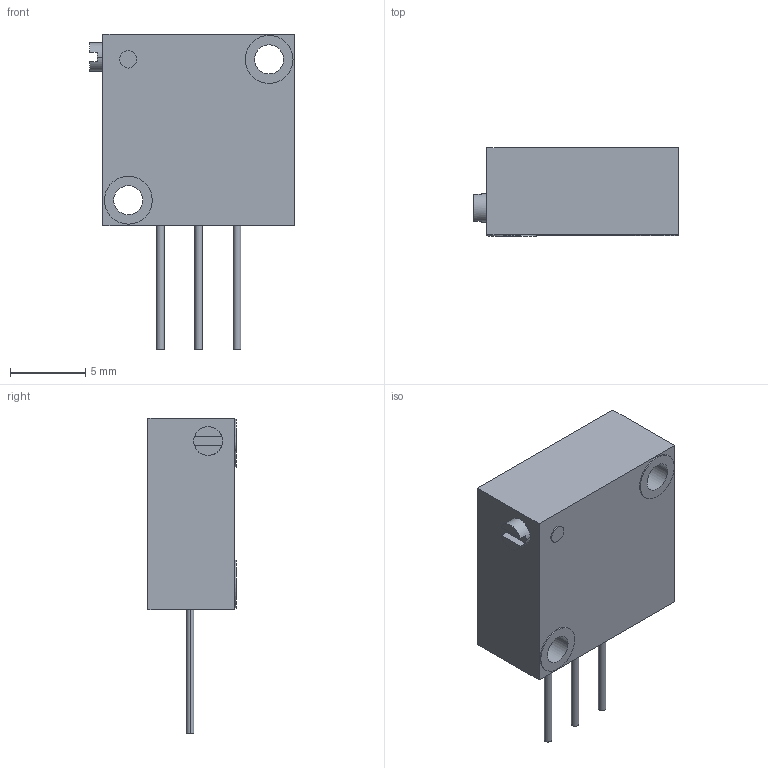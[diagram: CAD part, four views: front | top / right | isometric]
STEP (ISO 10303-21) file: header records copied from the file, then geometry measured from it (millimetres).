
FILE_DESCRIPTION((''),'2;1');
FILE_NAME('3252X','2012-10-29T',('stevec'),('Bourns, Inc.'),'PRO/ENGINEER BY PARAMETRIC TECHNOLOGY CORPORATION, 2012230','PRO/ENGINEER BY PARAMETRIC TECHNOLOGY CORPORATION, 2012230','');
FILE_SCHEMA(('CONFIG_CONTROL_DESIGN'));
Length unit declared in the file: inch
Products named in the file (1): 3252X
Bounding box: 13.59 x 5.84 x 20.95 mm (x, y, z)
Volume: 897.4 mm3; surface area: 805.8 mm2
Topology: 1 solids, 1 shells, 445 faces, 1235 edges, 823 vertices
Faces by surface type: plane 401, cylinder 44
Entity records: 14093 total; most frequent: CARTESIAN_POINT 2518, ORIENTED_EDGE 2470, DIRECTION 2241, EDGE_CURVE 1235, VECTOR 1105, LINE 1105, VERTEX_POINT 823, AXIS2_PLACEMENT_3D 568
